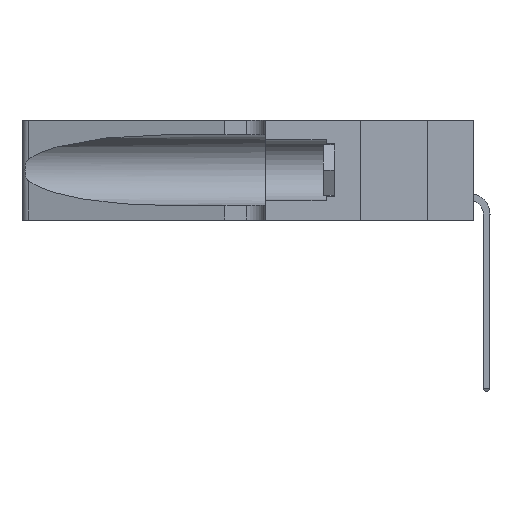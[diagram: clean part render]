
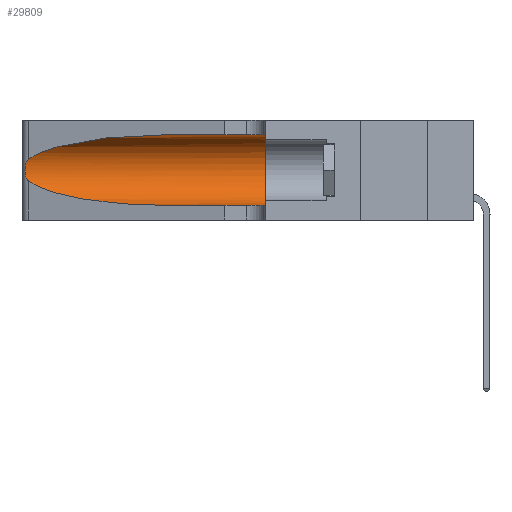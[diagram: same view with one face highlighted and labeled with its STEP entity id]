
A CAD part, left-side view. The second image highlights one B-rep face of the part: STEP entity #29809.
In plain terms, the highlighted cylindrical face has radius 3.308 mm (diameter 6.617 mm), a partial arc.
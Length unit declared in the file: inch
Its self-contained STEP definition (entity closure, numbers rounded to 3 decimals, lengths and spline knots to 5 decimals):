
#177 = VERTEX_POINT ( 'NONE', #29034 ) ;
#202 = B_SPLINE_CURVE_WITH_KNOTS ( 'NONE', 3,
 ( #4709, #31568, #19729, #16851, #22737, #1633, #7765, #10801, #34765, #37788, #19866, #1780, #22870, #26641 ),
 .UNSPECIFIED., .F., .F.,
 ( 4, 2, 2, 2, 2, 2, 4 ),
 ( 0., 0.00027, 0.00053, 0.00107, 0.0016, 0.00187, 0.00214 ),
 .UNSPECIFIED. ) ;
#553 = CARTESIAN_POINT ( 'NONE',  ( 0.1305, 0.72297, 0.05475 ) ) ;
#989 = CARTESIAN_POINT ( 'NONE',  ( 0.1305, 1.61858, 0.185 ) ) ;
#1633 = CARTESIAN_POINT ( 'NONE',  ( 0.26018, 1.23835, 0.19895 ) ) ;
#1780 = CARTESIAN_POINT ( 'NONE',  ( 0.25639, 1.23186, 0.15144 ) ) ;
#1968 = VERTEX_POINT ( 'NONE', #33573 ) ;
#2213 = ORIENTED_EDGE ( 'NONE', *, *, #30456, .T. ) ;
#2398 = CARTESIAN_POINT ( 'NONE',  ( 0.1305, 0.35, 0.185 ) ) ;
#3311 = ORIENTED_EDGE ( 'NONE', *, *, #35403, .T. ) ;
#3711 = EDGE_CURVE ( 'NONE', #1968, #3774, #202, .T. ) ;
#3774 = VERTEX_POINT ( 'NONE', #5563 ) ;
#4292 = LINE ( 'NONE', #27670, #27300 ) ;
#4526 = VERTEX_POINT ( 'NONE', #38585 ) ;
#4709 = CARTESIAN_POINT ( 'NONE',  ( 0.25487, 1.22718, 0.22369 ) ) ;
#5563 = CARTESIAN_POINT ( 'NONE',  ( 0.25487, 1.22718, 0.14631 ) ) ;
#6109 = VERTEX_POINT ( 'NONE', #31858 ) ;
#6295 = CYLINDRICAL_SURFACE ( 'NONE', #31985, 0.13025 ) ;
#7765 = CARTESIAN_POINT ( 'NONE',  ( 0.26075, 1.23896, 0.19203 ) ) ;
#8196 = LINE ( 'NONE', #14730, #24110 ) ;
#8260 = FACE_OUTER_BOUND ( 'NONE', #37738, .T. ) ;
#8475 = CARTESIAN_POINT ( 'NONE',  ( 0.1305, 0.72297, 0.31525 ) ) ;
#9726 = EDGE_CURVE ( 'NONE', #177, #6109, #38428, .T. ) ;
#10801 = CARTESIAN_POINT ( 'NONE',  ( 0.26075, 1.23896, 0.178 ) ) ;
#11373 = CARTESIAN_POINT ( 'NONE',  ( 0.18966, 0.96281, 0.31525 ) ) ;
#14531 =( BOUNDED_CURVE ( )  B_SPLINE_CURVE ( 3, ( #24931, #36579, #33567, #553 ),
 .UNSPECIFIED., .F., .T. ) 
 B_SPLINE_CURVE_WITH_KNOTS ( ( 4, 4 ),
 ( 3.44316, 4.71239 ),
 .UNSPECIFIED. ) 
 CURVE ( )  GEOMETRIC_REPRESENTATION_ITEM ( )  RATIONAL_B_SPLINE_CURVE ( ( 1., 0.87, 0.87, 1. ) ) 
 REPRESENTATION_ITEM ( '' )  );
#14730 = CARTESIAN_POINT ( 'NONE',  ( 0.1305, 1.61858, 0.05475 ) ) ;
#14735 = ORIENTED_EDGE ( 'NONE', *, *, #9726, .F. ) ;
#16395 = DIRECTION ( 'NONE',  ( 0., -1., 0. ) ) ;
#16784 = ORIENTED_EDGE ( 'NONE', *, *, #31424, .T. ) ;
#16851 = CARTESIAN_POINT ( 'NONE',  ( 0.25787, 1.23484, 0.2124 ) ) ;
#18870 = CARTESIAN_POINT ( 'NONE',  ( 0.1305, 0.72297, 0.31525 ) ) ;
#18956 = DIRECTION ( 'NONE',  ( 0., 0., -1. ) ) ;
#19065 =( BOUNDED_CURVE ( )  B_SPLINE_CURVE ( 3, ( #8475, #11373, #35710, #23558 ),
 .UNSPECIFIED., .F., .F. ) 
 B_SPLINE_CURVE_WITH_KNOTS ( ( 4, 4 ),
 ( 1.5708, 2.84003 ),
 .UNSPECIFIED. ) 
 CURVE ( )  GEOMETRIC_REPRESENTATION_ITEM ( )  RATIONAL_B_SPLINE_CURVE ( ( 1., 0.87, 0.87, 1. ) ) 
 REPRESENTATION_ITEM ( '' )  );
#19729 = CARTESIAN_POINT ( 'NONE',  ( 0.25639, 1.23184, 0.21858 ) ) ;
#19866 = CARTESIAN_POINT ( 'NONE',  ( 0.25789, 1.23486, 0.15765 ) ) ;
#22737 = CARTESIAN_POINT ( 'NONE',  ( 0.25854, 1.2359, 0.20912 ) ) ;
#22870 = CARTESIAN_POINT ( 'NONE',  ( 0.25555, 1.22993, 0.14849 ) ) ;
#23134 = AXIS2_PLACEMENT_3D ( 'NONE', #2398, #26454, #38521 ) ;
#23558 = CARTESIAN_POINT ( 'NONE',  ( 0.25487, 1.22718, 0.22369 ) ) ;
#23771 = ORIENTED_EDGE ( 'NONE', *, *, #3711, .T. ) ;
#24110 = VECTOR ( 'NONE', #16395, 39.37008 ) ;
#24931 = CARTESIAN_POINT ( 'NONE',  ( 0.25487, 1.22718, 0.14631 ) ) ;
#26454 = DIRECTION ( 'NONE',  ( 0., 1., 0. ) ) ;
#26641 = CARTESIAN_POINT ( 'NONE',  ( 0.25487, 1.22718, 0.14631 ) ) ;
#27300 = VECTOR ( 'NONE', #33964, 39.37008 ) ;
#27670 = CARTESIAN_POINT ( 'NONE',  ( 0.1305, 1.61858, 0.31525 ) ) ;
#28440 = VERTEX_POINT ( 'NONE', #18870 ) ;
#29034 = CARTESIAN_POINT ( 'NONE',  ( 0.1305, 0.35, 0.31525 ) ) ;
#29809 = ADVANCED_FACE ( 'NONE', ( #8260 ), #6295, .F. ) ;
#30456 = EDGE_CURVE ( 'NONE', #4526, #6109, #8196, .T. ) ;
#31209 = DIRECTION ( 'NONE',  ( 0., -1., 0. ) ) ;
#31424 = EDGE_CURVE ( 'NONE', #3774, #4526, #14531, .T. ) ;
#31568 = CARTESIAN_POINT ( 'NONE',  ( 0.25555, 1.22994, 0.2215 ) ) ;
#31858 = CARTESIAN_POINT ( 'NONE',  ( 0.1305, 0.35, 0.05475 ) ) ;
#31974 = EDGE_CURVE ( 'NONE', #28440, #177, #4292, .T. ) ;
#31985 = AXIS2_PLACEMENT_3D ( 'NONE', #989, #31209, #18956 ) ;
#33567 = CARTESIAN_POINT ( 'NONE',  ( 0.18966, 0.96281, 0.05475 ) ) ;
#33573 = CARTESIAN_POINT ( 'NONE',  ( 0.25487, 1.22718, 0.22369 ) ) ;
#33964 = DIRECTION ( 'NONE',  ( 0., -1., 0. ) ) ;
#34765 = CARTESIAN_POINT ( 'NONE',  ( 0.26017, 1.23833, 0.17102 ) ) ;
#35403 = EDGE_CURVE ( 'NONE', #28440, #1968, #19065, .T. ) ;
#35710 = CARTESIAN_POINT ( 'NONE',  ( 0.2373, 1.15595, 0.28018 ) ) ;
#36490 = ORIENTED_EDGE ( 'NONE', *, *, #31974, .F. ) ;
#36579 = CARTESIAN_POINT ( 'NONE',  ( 0.2373, 1.15595, 0.08982 ) ) ;
#37738 = EDGE_LOOP ( 'NONE', ( #3311, #23771, #16784, #2213, #14735, #36490 ) ) ;
#37788 = CARTESIAN_POINT ( 'NONE',  ( 0.25856, 1.23593, 0.16098 ) ) ;
#38428 = CIRCLE ( 'NONE', #23134, 0.13025 ) ;
#38521 = DIRECTION ( 'NONE',  ( 0., 0., 1. ) ) ;
#38585 = CARTESIAN_POINT ( 'NONE',  ( 0.1305, 0.72297, 0.05475 ) ) ;
